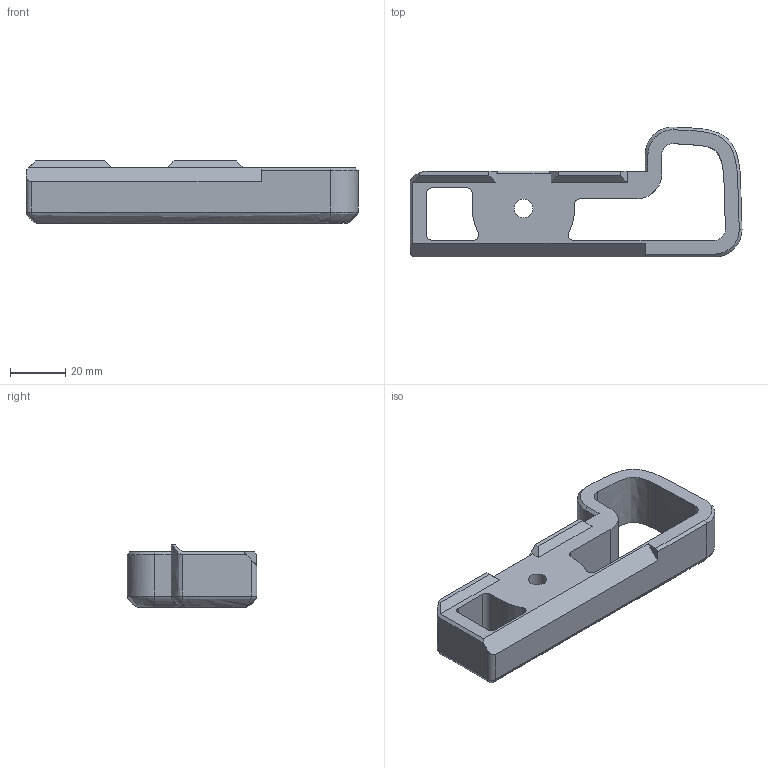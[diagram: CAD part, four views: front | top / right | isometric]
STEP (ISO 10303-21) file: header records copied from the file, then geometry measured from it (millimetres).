
FILE_DESCRIPTION(/* description */ ('STEP AP242','CAx-IF Rec.Pracs.---Representation and Presentation of Product Manufacturing Information (PMI)---4.0---2014-10-13','CAx-IF Rec.Pracs.---3D Tessellated Geometry---0.4---2014-09-14','2;1'),/* implementation_level */ '2;1');
FILE_NAME(/* name */ '6879d178e8bc8a1a7e23a5a0',/* time_stamp */ '2025-07-18T04:45:44Z',/* author */ (''),/* organization */ (''),/* preprocessor_version */ 'ST-DEVELOPER v20',/* originating_system */ 'ONSHAPE BY PTC INC, 1.200',/* authorisation */ ' ');
FILE_SCHEMA (('AP242_MANAGED_MODEL_BASED_3D_ENGINEERING_MIM_LF { 1 0 10303 442 1 1 4 }'));
Length unit declared in the file: metre
Products named in the file (1): Part 1
Bounding box: 119.99 x 46.95 x 22.5 mm (x, y, z)
Volume: 41876.9 mm3; surface area: 16018.6 mm2
Topology: 1 solids, 1 shells, 75 faces, 201 edges, 125 vertices
Faces by surface type: plane 32, bspline 22, cylinder 19, cone 2
Full cylindrical faces by diameter (mm): 6.75 x1
Entity records: 4231 total; most frequent: CARTESIAN_POINT 2517, ORIENTED_EDGE 392, DIRECTION 280, EDGE_CURVE 196, VERTEX_POINT 124, LINE 104, VECTOR 104, AXIS2_PLACEMENT_3D 88
